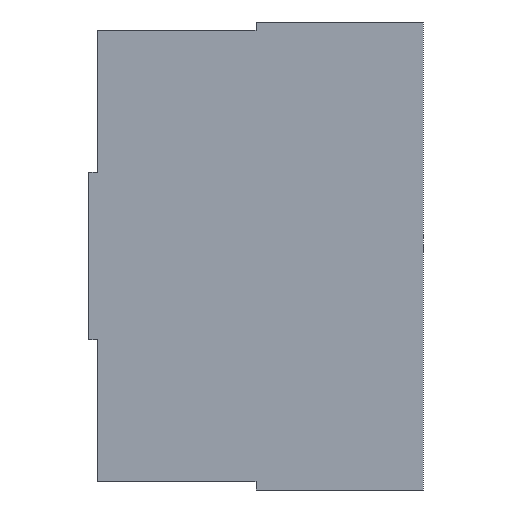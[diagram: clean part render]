
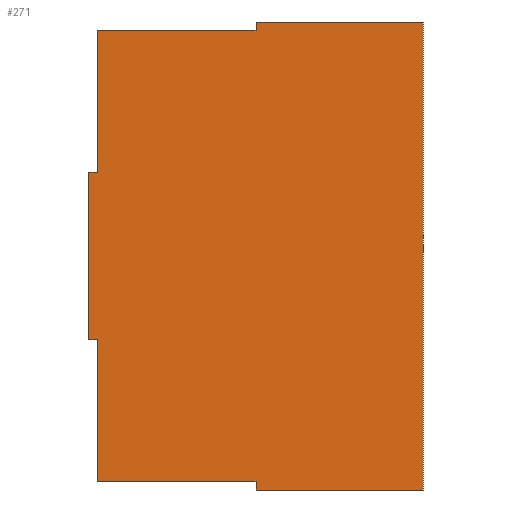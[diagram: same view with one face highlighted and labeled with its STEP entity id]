
A CAD part, front view. The second image highlights one B-rep face of the part: STEP entity #271.
In plain terms, the highlighted planar face has unit normal (0, -1, 0).
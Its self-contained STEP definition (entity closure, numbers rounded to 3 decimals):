
#25=FACE_OUTER_BOUND('',#39,.T.);
#39=EDGE_LOOP('',(#215,#216,#217,#218,#219,#220,#221,#222,#223,#224,#225,
#226));
#44=LINE('',#375,#80);
#49=LINE('',#386,#85);
#52=LINE('',#393,#88);
#56=LINE('',#401,#92);
#60=LINE('',#408,#96);
#62=LINE('',#413,#98);
#64=LINE('',#417,#100);
#67=LINE('',#422,#103);
#71=LINE('',#429,#107);
#72=LINE('',#431,#108);
#74=LINE('',#435,#110);
#75=LINE('',#436,#111);
#80=VECTOR('',#308,10.);
#85=VECTOR('',#315,10.);
#88=VECTOR('',#320,10.);
#92=VECTOR('',#326,10.);
#96=VECTOR('',#332,10.);
#98=VECTOR('',#336,10.);
#100=VECTOR('',#340,10.);
#103=VECTOR('',#345,10.);
#107=VECTOR('',#351,10.);
#108=VECTOR('',#354,10.);
#110=VECTOR('',#358,10.);
#111=VECTOR('',#359,10.);
#115=VERTEX_POINT('',#371);
#117=VERTEX_POINT('',#374);
#121=VERTEX_POINT('',#383);
#122=VERTEX_POINT('',#385);
#124=VERTEX_POINT('',#390);
#125=VERTEX_POINT('',#392);
#128=VERTEX_POINT('',#400);
#129=VERTEX_POINT('',#404);
#132=VERTEX_POINT('',#411);
#133=VERTEX_POINT('',#416);
#135=VERTEX_POINT('',#425);
#137=VERTEX_POINT('',#434);
#140=EDGE_CURVE('',#117,#115,#44,.T.);
#145=EDGE_CURVE('',#122,#121,#49,.T.);
#148=EDGE_CURVE('',#125,#124,#52,.T.);
#152=EDGE_CURVE('',#128,#117,#56,.T.);
#156=EDGE_CURVE('',#129,#128,#60,.T.);
#158=EDGE_CURVE('',#121,#132,#62,.T.);
#160=EDGE_CURVE('',#133,#129,#64,.T.);
#163=EDGE_CURVE('',#132,#125,#67,.T.);
#167=EDGE_CURVE('',#135,#133,#71,.T.);
#168=EDGE_CURVE('',#124,#135,#72,.T.);
#170=EDGE_CURVE('',#137,#115,#74,.T.);
#171=EDGE_CURVE('',#137,#122,#75,.T.);
#215=ORIENTED_EDGE('',*,*,#170,.F.);
#216=ORIENTED_EDGE('',*,*,#171,.T.);
#217=ORIENTED_EDGE('',*,*,#145,.T.);
#218=ORIENTED_EDGE('',*,*,#158,.T.);
#219=ORIENTED_EDGE('',*,*,#163,.T.);
#220=ORIENTED_EDGE('',*,*,#148,.T.);
#221=ORIENTED_EDGE('',*,*,#168,.T.);
#222=ORIENTED_EDGE('',*,*,#167,.T.);
#223=ORIENTED_EDGE('',*,*,#160,.T.);
#224=ORIENTED_EDGE('',*,*,#156,.T.);
#225=ORIENTED_EDGE('',*,*,#152,.T.);
#226=ORIENTED_EDGE('',*,*,#140,.T.);
#257=PLANE('',#299);
#271=ADVANCED_FACE('',(#25),#257,.T.);
#299=AXIS2_PLACEMENT_3D('',#433,#356,#357);
#308=DIRECTION('',(1.,0.,0.));
#315=DIRECTION('',(0.,0.,-1.));
#320=DIRECTION('',(-1.,0.,0.));
#326=DIRECTION('',(0.,0.,-1.));
#332=DIRECTION('',(1.,0.,0.));
#336=DIRECTION('',(-1.,0.,0.));
#340=DIRECTION('',(0.,0.,-1.));
#345=DIRECTION('',(0.,0.,-1.));
#351=DIRECTION('',(1.,0.,0.));
#354=DIRECTION('',(0.,0.,-1.));
#356=DIRECTION('center_axis',(0.,-1.,0.));
#357=DIRECTION('ref_axis',(0.,0.,-1.));
#358=DIRECTION('',(0.,0.,-1.));
#359=DIRECTION('',(-1.,0.,0.));
#371=CARTESIAN_POINT('',(0.,253.,-140.));
#374=CARTESIAN_POINT('',(-100.,253.,-140.));
#375=CARTESIAN_POINT('',(-215.,253.,-140.));
#383=CARTESIAN_POINT('',(-100.,253.,135.));
#385=CARTESIAN_POINT('',(-100.,253.,140.));
#386=CARTESIAN_POINT('',(-100.,253.,70.));
#390=CARTESIAN_POINT('',(-200.,253.,50.));
#392=CARTESIAN_POINT('',(-195.,253.,50.));
#393=CARTESIAN_POINT('',(-105.,253.,50.));
#400=CARTESIAN_POINT('',(-100.,253.,-135.));
#401=CARTESIAN_POINT('',(-100.,253.,-67.5));
#404=CARTESIAN_POINT('',(-195.,253.,-135.));
#408=CARTESIAN_POINT('',(-107.5,253.,-135.));
#411=CARTESIAN_POINT('',(-195.,253.,135.));
#413=CARTESIAN_POINT('',(-107.5,253.,135.));
#416=CARTESIAN_POINT('',(-195.,253.,-50.));
#417=CARTESIAN_POINT('',(-195.,253.,67.5));
#422=CARTESIAN_POINT('',(-195.,253.,67.5));
#425=CARTESIAN_POINT('',(-200.,253.,-50.));
#429=CARTESIAN_POINT('',(-107.5,253.,-50.));
#431=CARTESIAN_POINT('',(-200.,253.,70.));
#433=CARTESIAN_POINT('Origin',(0.,253.,0.));
#434=CARTESIAN_POINT('',(0.,253.,140.));
#435=CARTESIAN_POINT('',(0.,253.,0.));
#436=CARTESIAN_POINT('',(215.,253.,140.));
